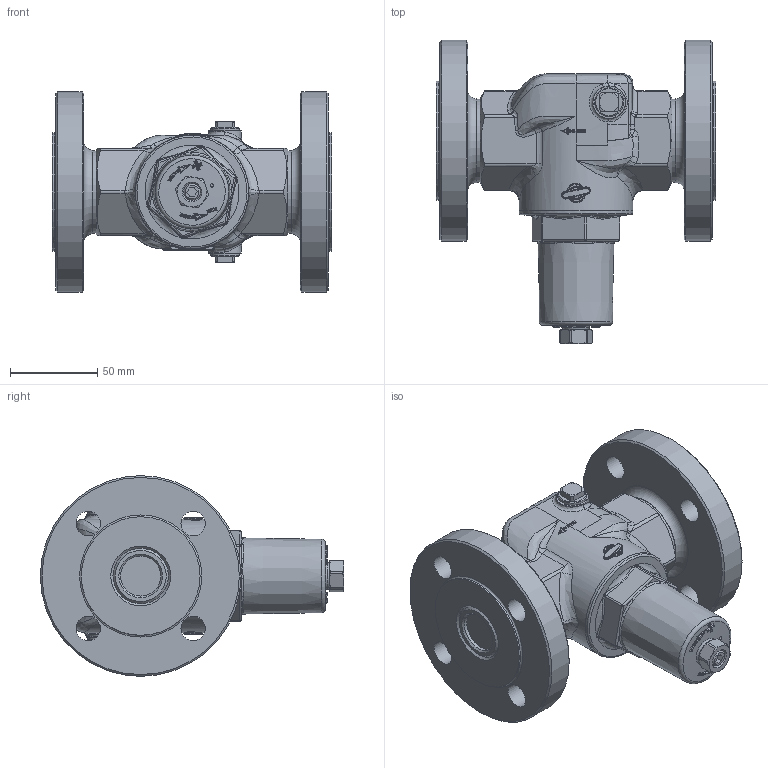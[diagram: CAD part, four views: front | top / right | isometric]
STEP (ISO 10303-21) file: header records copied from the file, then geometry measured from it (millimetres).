
FILE_DESCRIPTION(/* description */ (''),/* implementation_level */ '2;1');
FILE_NAME(/* name */ '080204_step.stp',/* time_stamp */ '2015-06-08T09:38:14+02:00',/* author */ ('powierski'),/* organization */ (''),/* preprocessor_version */ 'ST-DEVELOPER v15.6',/* originating_system */ 'Autodesk Inventor 2015',/* authorisation */ '');
FILE_SCHEMA (('AUTOMOTIVE_DESIGN { 1 0 10303 214 3 1 1 }'));
Products named in the file (1): 080804_step
Bounding box: 160 x 173.78 x 115 mm (x, y, z)
Volume: 852493.2 mm3; surface area: 94109.7 mm2
Topology: 1 solids, 2 shells, 799 faces, 2051 edges, 1280 vertices
Faces by surface type: bspline 396, plane 187, cylinder 120, cone 49, torus 33, sphere 14
Full cylindrical faces by diameter (mm): 2 x1, 10 x1, 10.2 x1, 14 x8, 15 x1, 16.5 x2, 23 x2, 47.5 x2, 65 x1, 68 x2, 115 x2
Entity records: 38652 total; most frequent: CARTESIAN_POINT 22087, ORIENTED_EDGE 3928, DIRECTION 2159, EDGE_CURVE 1964, VERTEX_POINT 1259, B_SPLINE_CURVE_WITH_KNOTS 1046, EDGE_LOOP 905, AXIS2_PLACEMENT_3D 891
